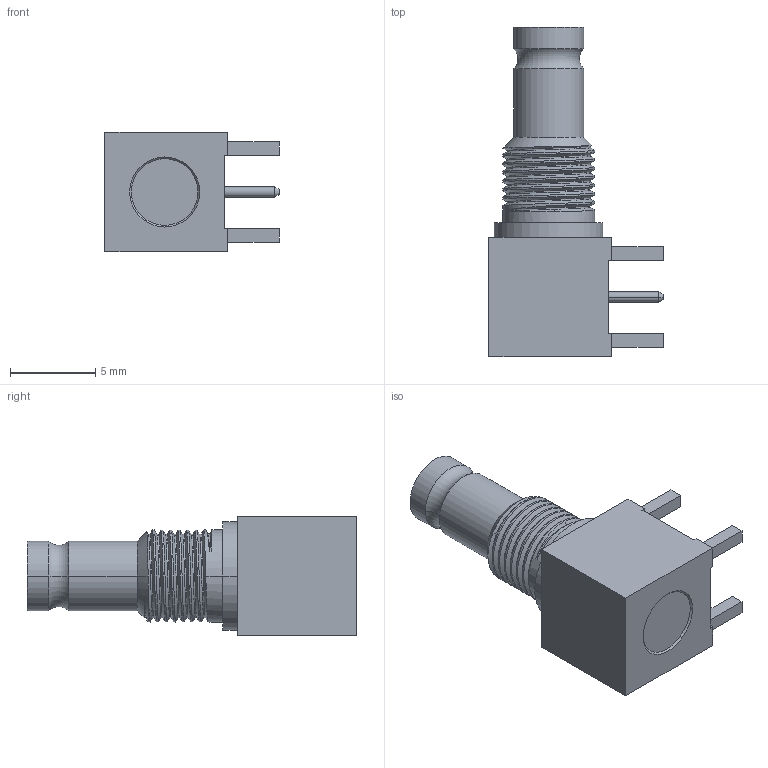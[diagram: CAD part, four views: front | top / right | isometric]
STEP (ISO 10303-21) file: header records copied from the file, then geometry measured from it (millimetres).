
FILE_DESCRIPTION((''),'2;1');
FILE_NAME('1236252L1-018-3GT30G-75','2020-05-05T',('Madhan'),(''),'CREO PARAMETRIC BY PTC INC, 2018360','CREO PARAMETRIC BY PTC INC, 2018360','');
FILE_SCHEMA(('CONFIG_CONTROL_DESIGN'));
Length unit declared in the file: millimetre
Products named in the file (1): 1236252L1-018-3GT30G-75
Bounding box: 10.2 x 19.3 x 7 mm (x, y, z)
Volume: 522.6 mm3; surface area: 628.8 mm2
Topology: 1 solids, 1 shells, 104 faces, 268 edges, 171 vertices
Faces by surface type: plane 44, cylinder 30, cone 16, bspline 12, torus 2
Entity records: 7246 total; most frequent: CARTESIAN_POINT 4765, ORIENTED_EDGE 532, DIRECTION 462, EDGE_CURVE 266, VERTEX_POINT 171, VECTOR 154, LINE 154, AXIS2_PLACEMENT_3D 154
